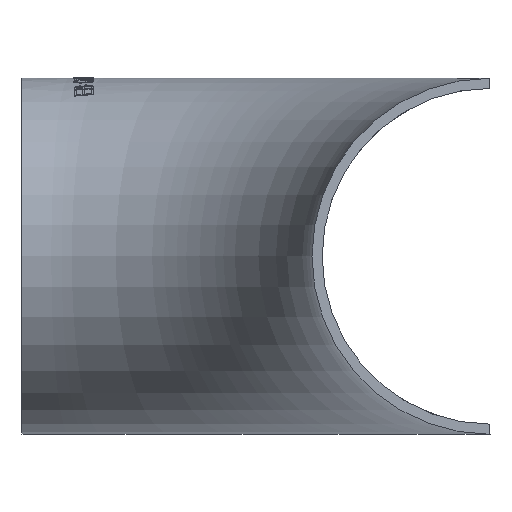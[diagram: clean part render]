
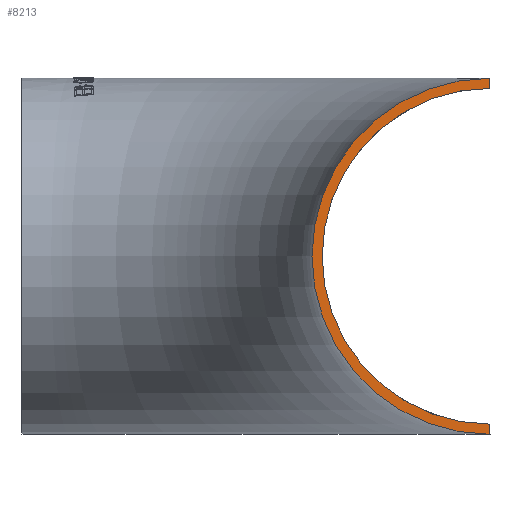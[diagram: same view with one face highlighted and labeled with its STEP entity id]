
A CAD part, left-side view. The second image highlights one B-rep face of the part: STEP entity #8213.
In plain terms, the highlighted planar face has unit normal (-1, 0, 0).
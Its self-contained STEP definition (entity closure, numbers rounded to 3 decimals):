
#34 = DIRECTION ( 'NONE',  ( 0., 0., -1. ) ) ;
#381 = DIRECTION ( 'NONE',  ( 0., 0., -1. ) ) ;
#396 = DIRECTION ( 'NONE',  ( 0., 0., -1. ) ) ;
#520 = EDGE_CURVE ( 'NONE', #6161, #7113, #2505, .T. ) ;
#842 = CIRCLE ( 'NONE', #7650, 35. ) ;
#1014 = EDGE_CURVE ( 'NONE', #7085, #7113, #5006, .T. ) ;
#1150 = CARTESIAN_POINT ( 'NONE',  ( 0., 0., 0. ) ) ;
#1953 = VECTOR ( 'NONE', #34, 1000. ) ;
#2505 = LINE ( 'NONE', #5049, #1953 ) ;
#2999 = CARTESIAN_POINT ( 'NONE',  ( 0., 0., -35. ) ) ;
#3191 = DIRECTION ( 'NONE',  ( 1., 0., 0. ) ) ;
#3328 = CARTESIAN_POINT ( 'NONE',  ( 0., 0., 33. ) ) ;
#4033 = ORIENTED_EDGE ( 'NONE', *, *, #520, .F. ) ;
#4179 = CARTESIAN_POINT ( 'NONE',  ( 0., 0., -33. ) ) ;
#4828 = CARTESIAN_POINT ( 'NONE',  ( 0., 0., 0. ) ) ;
#4835 = ORIENTED_EDGE ( 'NONE', *, *, #1014, .T. ) ;
#5006 = CIRCLE ( 'NONE', #7035, 33. ) ;
#5049 = CARTESIAN_POINT ( 'NONE',  ( 0., 0., -33. ) ) ;
#5261 = FACE_OUTER_BOUND ( 'NONE', #9321, .T. ) ;
#5566 = DIRECTION ( 'NONE',  ( 1., 0., 0. ) ) ;
#5674 = CARTESIAN_POINT ( 'NONE',  ( 0., 0., 35. ) ) ;
#6161 = VERTEX_POINT ( 'NONE', #5674 ) ;
#6265 = DIRECTION ( 'NONE',  ( 1., 0., 0. ) ) ;
#6656 = EDGE_CURVE ( 'NONE', #7085, #8709, #7106, .T. ) ;
#6739 = ORIENTED_EDGE ( 'NONE', *, *, #8892, .F. ) ;
#6833 = CARTESIAN_POINT ( 'NONE',  ( 0., 0., 0. ) ) ;
#7033 = CARTESIAN_POINT ( 'NONE',  ( 0., 0., -33. ) ) ;
#7035 = AXIS2_PLACEMENT_3D ( 'NONE', #6833, #3191, #396 ) ;
#7085 = VERTEX_POINT ( 'NONE', #7033 ) ;
#7106 = LINE ( 'NONE', #4179, #7547 ) ;
#7113 = VERTEX_POINT ( 'NONE', #3328 ) ;
#7451 = ORIENTED_EDGE ( 'NONE', *, *, #6656, .F. ) ;
#7547 = VECTOR ( 'NONE', #7740, 1000. ) ;
#7650 = AXIS2_PLACEMENT_3D ( 'NONE', #4828, #5566, #7677 ) ;
#7677 = DIRECTION ( 'NONE',  ( 0., 0., -1. ) ) ;
#7740 = DIRECTION ( 'NONE',  ( 0., 0., -1. ) ) ;
#7819 = AXIS2_PLACEMENT_3D ( 'NONE', #1150, #6265, #381 ) ;
#8213 = ADVANCED_FACE ( 'NONE', ( #5261 ), #9046, .F. ) ;
#8709 = VERTEX_POINT ( 'NONE', #2999 ) ;
#8892 = EDGE_CURVE ( 'NONE', #8709, #6161, #842, .T. ) ;
#9046 = PLANE ( 'NONE',  #7819 ) ;
#9321 = EDGE_LOOP ( 'NONE', ( #7451, #4835, #4033, #6739 ) ) ;
